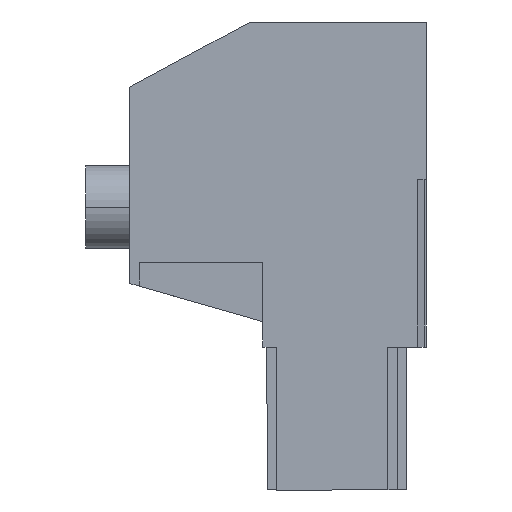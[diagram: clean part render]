
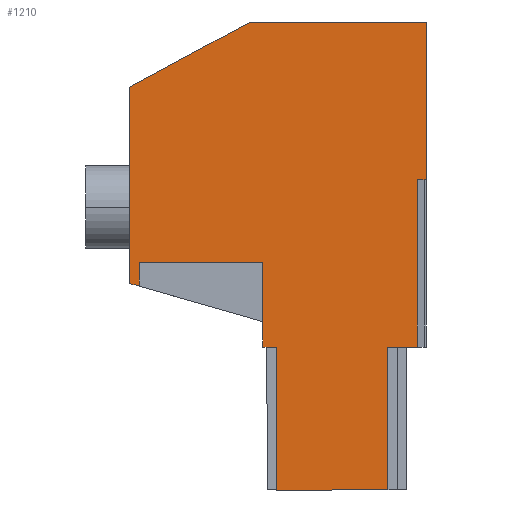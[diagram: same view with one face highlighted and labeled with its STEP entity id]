
A CAD part, left-side view. The second image highlights one B-rep face of the part: STEP entity #1210.
In plain terms, the highlighted planar face has unit normal (-1, 0, 0).
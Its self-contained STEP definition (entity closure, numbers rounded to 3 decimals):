
#1111=AXIS2_PLACEMENT_3D('Plane Axis2P3D',#1108,#1109,#1110) ;
#91=CARTESIAN_POINT('Vertex',(0.,0.915,14.6)) ;
#94=CARTESIAN_POINT('Line Origine',(0.,2.419,14.6)) ;
#98=CARTESIAN_POINT('Vertex',(0.,3.923,14.6)) ;
#674=CARTESIAN_POINT('Vertex',(0.,0.,47.8)) ;
#677=CARTESIAN_POINT('Line Origine',(0.,0.,39.75)) ;
#681=CARTESIAN_POINT('Vertex',(0.,0.,31.7)) ;
#1093=CARTESIAN_POINT('Vertex',(0.,0.915,31.7)) ;
#1096=CARTESIAN_POINT('Line Origine',(0.,0.915,23.15)) ;
#1108=CARTESIAN_POINT('Axis2P3D Location',(0.,2.,14.6)) ;
#1113=CARTESIAN_POINT('Line Origine',(0.,9.6,0.)) ;
#1117=CARTESIAN_POINT('Vertex',(0.,3.923,0.)) ;
#1119=CARTESIAN_POINT('Vertex',(0.,15.277,0.)) ;
#1122=CARTESIAN_POINT('Line Origine',(0.,3.923,7.3)) ;
#1127=CARTESIAN_POINT('Line Origine',(0.,0.458,31.7)) ;
#1132=CARTESIAN_POINT('Line Origine',(0.,9.,47.8)) ;
#1136=CARTESIAN_POINT('Vertex',(0.,18.,47.8)) ;
#1139=CARTESIAN_POINT('Line Origine',(0.,24.15,44.475)) ;
#1143=CARTESIAN_POINT('Vertex',(0.,30.3,41.15)) ;
#1146=CARTESIAN_POINT('Line Origine',(0.,30.3,31.125)) ;
#1150=CARTESIAN_POINT('Vertex',(0.,30.3,21.1)) ;
#1153=CARTESIAN_POINT('Line Origine',(0.,29.8,20.957)) ;
#1157=CARTESIAN_POINT('Vertex',(0.,29.3,20.813)) ;
#1160=CARTESIAN_POINT('Line Origine',(0.,29.3,22.032)) ;
#1164=CARTESIAN_POINT('Vertex',(0.,29.3,23.25)) ;
#1167=CARTESIAN_POINT('Line Origine',(0.,23.,23.25)) ;
#1171=CARTESIAN_POINT('Vertex',(0.,16.7,23.25)) ;
#1174=CARTESIAN_POINT('Line Origine',(0.,16.7,18.925)) ;
#1178=CARTESIAN_POINT('Vertex',(0.,16.7,14.6)) ;
#1181=CARTESIAN_POINT('Line Origine',(0.,15.989,14.6)) ;
#1185=CARTESIAN_POINT('Vertex',(0.,15.277,14.6)) ;
#1188=CARTESIAN_POINT('Line Origine',(0.,15.277,7.3)) ;
#95=DIRECTION('Vector Direction',(0.,1.,0.)) ;
#678=DIRECTION('Vector Direction',(0.,0.,-1.)) ;
#1097=DIRECTION('Vector Direction',(0.,0.,1.)) ;
#1109=DIRECTION('Axis2P3D Direction',(-1.,0.,0.)) ;
#1110=DIRECTION('Axis2P3D XDirection',(0.,1.,0.)) ;
#1114=DIRECTION('Vector Direction',(0.,1.,0.)) ;
#1123=DIRECTION('Vector Direction',(0.,0.,-1.)) ;
#1128=DIRECTION('Vector Direction',(0.,1.,0.)) ;
#1133=DIRECTION('Vector Direction',(0.,-1.,0.)) ;
#1140=DIRECTION('Vector Direction',(0.,-0.88,0.476)) ;
#1147=DIRECTION('Vector Direction',(0.,0.,1.)) ;
#1154=DIRECTION('Vector Direction',(0.,0.961,0.276)) ;
#1161=DIRECTION('Vector Direction',(0.,0.,-1.)) ;
#1168=DIRECTION('Vector Direction',(0.,-1.,0.)) ;
#1175=DIRECTION('Vector Direction',(0.,0.,-1.)) ;
#1182=DIRECTION('Vector Direction',(0.,1.,0.)) ;
#1189=DIRECTION('Vector Direction',(0.,0.,-1.)) ;
#96=VECTOR('Line Direction',#95,1.) ;
#679=VECTOR('Line Direction',#678,1.) ;
#1098=VECTOR('Line Direction',#1097,1.) ;
#1115=VECTOR('Line Direction',#1114,1.) ;
#1124=VECTOR('Line Direction',#1123,1.) ;
#1129=VECTOR('Line Direction',#1128,1.) ;
#1134=VECTOR('Line Direction',#1133,1.) ;
#1141=VECTOR('Line Direction',#1140,1.) ;
#1148=VECTOR('Line Direction',#1147,1.) ;
#1155=VECTOR('Line Direction',#1154,1.) ;
#1162=VECTOR('Line Direction',#1161,1.) ;
#1169=VECTOR('Line Direction',#1168,1.) ;
#1176=VECTOR('Line Direction',#1175,1.) ;
#1183=VECTOR('Line Direction',#1182,1.) ;
#1190=VECTOR('Line Direction',#1189,1.) ;
#1194=ORIENTED_EDGE('',*,*,#1121,.F.) ;
#1195=ORIENTED_EDGE('',*,*,#1126,.F.) ;
#1196=ORIENTED_EDGE('',*,*,#100,.F.) ;
#1197=ORIENTED_EDGE('',*,*,#1100,.T.) ;
#1198=ORIENTED_EDGE('',*,*,#1131,.F.) ;
#1199=ORIENTED_EDGE('',*,*,#683,.F.) ;
#1200=ORIENTED_EDGE('',*,*,#1138,.F.) ;
#1201=ORIENTED_EDGE('',*,*,#1145,.F.) ;
#1202=ORIENTED_EDGE('',*,*,#1152,.F.) ;
#1203=ORIENTED_EDGE('',*,*,#1159,.F.) ;
#1204=ORIENTED_EDGE('',*,*,#1166,.F.) ;
#1205=ORIENTED_EDGE('',*,*,#1173,.F.) ;
#1206=ORIENTED_EDGE('',*,*,#1180,.T.) ;
#1207=ORIENTED_EDGE('',*,*,#1187,.F.) ;
#1208=ORIENTED_EDGE('',*,*,#1192,.T.) ;
#1210=ADVANCED_FACE('HOUSING',(#1209),#1112,.T.) ;
#100=EDGE_CURVE('',#92,#99,#97,.T.) ;
#683=EDGE_CURVE('',#675,#682,#680,.T.) ;
#1100=EDGE_CURVE('',#92,#1094,#1099,.T.) ;
#1121=EDGE_CURVE('',#1118,#1120,#1116,.T.) ;
#1126=EDGE_CURVE('',#99,#1118,#1125,.T.) ;
#1131=EDGE_CURVE('',#682,#1094,#1130,.T.) ;
#1138=EDGE_CURVE('',#1137,#675,#1135,.T.) ;
#1145=EDGE_CURVE('',#1144,#1137,#1142,.T.) ;
#1152=EDGE_CURVE('',#1151,#1144,#1149,.T.) ;
#1159=EDGE_CURVE('',#1158,#1151,#1156,.T.) ;
#1166=EDGE_CURVE('',#1165,#1158,#1163,.T.) ;
#1173=EDGE_CURVE('',#1172,#1165,#1170,.F.) ;
#1180=EDGE_CURVE('',#1172,#1179,#1177,.T.) ;
#1187=EDGE_CURVE('',#1186,#1179,#1184,.T.) ;
#1192=EDGE_CURVE('',#1186,#1120,#1191,.T.) ;
#1193=EDGE_LOOP('',(#1194,#1195,#1196,#1197,#1198,#1199,#1200,#1201,#1202,#1203,#1204,#1205,#1206,#1207,#1208)) ;
#1209=FACE_OUTER_BOUND('',#1193,.T.) ;
#97=LINE('Line',#94,#96) ;
#680=LINE('Line',#677,#679) ;
#1099=LINE('Line',#1096,#1098) ;
#1116=LINE('Line',#1113,#1115) ;
#1125=LINE('Line',#1122,#1124) ;
#1130=LINE('Line',#1127,#1129) ;
#1135=LINE('Line',#1132,#1134) ;
#1142=LINE('Line',#1139,#1141) ;
#1149=LINE('Line',#1146,#1148) ;
#1156=LINE('Line',#1153,#1155) ;
#1163=LINE('Line',#1160,#1162) ;
#1170=LINE('Line',#1167,#1169) ;
#1177=LINE('Line',#1174,#1176) ;
#1184=LINE('Line',#1181,#1183) ;
#1191=LINE('Line',#1188,#1190) ;
#1112=PLANE('',#1111) ;
#92=VERTEX_POINT('',#91) ;
#99=VERTEX_POINT('',#98) ;
#675=VERTEX_POINT('',#674) ;
#682=VERTEX_POINT('',#681) ;
#1094=VERTEX_POINT('',#1093) ;
#1118=VERTEX_POINT('',#1117) ;
#1120=VERTEX_POINT('',#1119) ;
#1137=VERTEX_POINT('',#1136) ;
#1144=VERTEX_POINT('',#1143) ;
#1151=VERTEX_POINT('',#1150) ;
#1158=VERTEX_POINT('',#1157) ;
#1165=VERTEX_POINT('',#1164) ;
#1172=VERTEX_POINT('',#1171) ;
#1179=VERTEX_POINT('',#1178) ;
#1186=VERTEX_POINT('',#1185) ;
